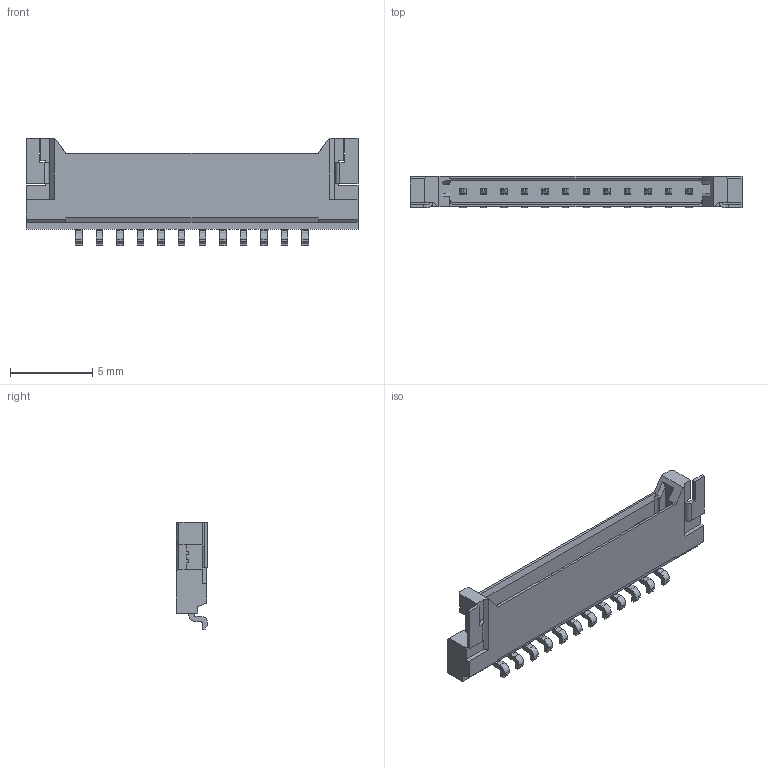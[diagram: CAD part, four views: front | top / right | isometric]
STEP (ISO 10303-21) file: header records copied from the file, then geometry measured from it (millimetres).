
FILE_DESCRIPTION((''),'2;1');
FILE_NAME('537801270','2014-02-28T',('me'),(''),'PRO/ENGINEER BY PARAMETRIC TECHNOLOGY CORPORATION, 2011490','PRO/ENGINEER BY PARAMETRIC TECHNOLOGY CORPORATION, 2011490','');
FILE_SCHEMA(('CONFIG_CONTROL_DESIGN'));
Length unit declared in the file: millimetre
Products named in the file (1): 537801270
Bounding box: 20.15 x 1.9 x 6.5 mm (x, y, z)
Volume: 88.6 mm3; surface area: 477.6 mm2
Topology: 1 solids, 1 shells, 446 faces, 1227 edges, 810 vertices
Faces by surface type: plane 382, cylinder 64
Entity records: 13902 total; most frequent: CARTESIAN_POINT 2494, ORIENTED_EDGE 2342, DIRECTION 2227, EDGE_CURVE 1171, VECTOR 1101, LINE 1101, VERTEX_POINT 754, AXIS2_PLACEMENT_3D 563
